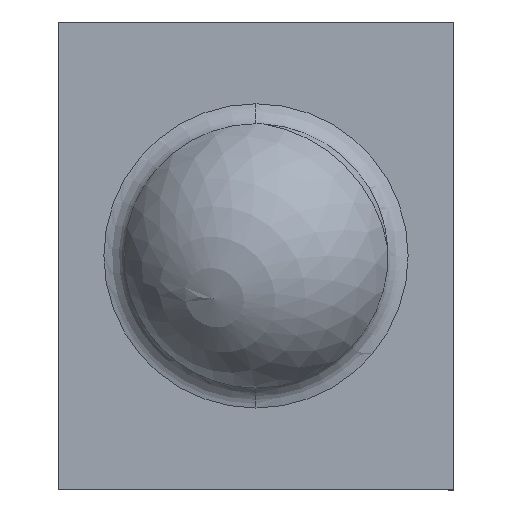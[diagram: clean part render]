
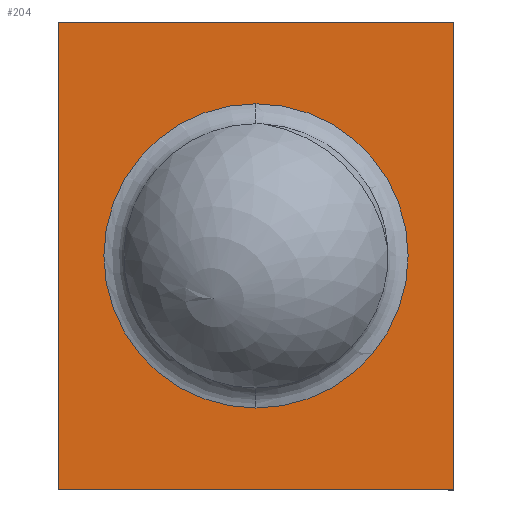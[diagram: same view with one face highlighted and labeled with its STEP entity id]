
A CAD part, top view. The second image highlights one B-rep face of the part: STEP entity #204.
In plain terms, the highlighted planar face has unit normal (0, 0, 1).
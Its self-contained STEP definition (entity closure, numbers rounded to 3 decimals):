
#22 = ORIENTED_EDGE ( 'NONE', *, *, #538, .T. ) ;
#36 = LINE ( 'NONE', #360, #292 ) ;
#80 = VERTEX_POINT ( 'NONE', #416 ) ;
#86 = VECTOR ( 'NONE', #532, 1000. ) ;
#98 = DIRECTION ( 'NONE',  ( 1., 0., 0. ) ) ;
#102 = EDGE_CURVE ( 'NONE', #217, #555, #385, .T. ) ;
#103 = CARTESIAN_POINT ( 'NONE',  ( 0., 0., 0.65 ) ) ;
#107 = VERTEX_POINT ( 'NONE', #303 ) ;
#151 = EDGE_CURVE ( 'NONE', #80, #218, #546, .T. ) ;
#182 = DIRECTION ( 'NONE',  ( 0., 0., -1. ) ) ;
#185 = DIRECTION ( 'NONE',  ( 0., 1., 0. ) ) ;
#201 = DIRECTION ( 'NONE',  ( 1., 0., 0. ) ) ;
#203 = DIRECTION ( 'NONE',  ( 0., -1., 0. ) ) ;
#204 = ADVANCED_FACE ( 'NONE', ( #517, #284 ), #240, .T. ) ;
#217 = VERTEX_POINT ( 'NONE', #293 ) ;
#218 = VERTEX_POINT ( 'NONE', #461 ) ;
#220 = CARTESIAN_POINT ( 'NONE',  ( 0., -1.3, 0.65 ) ) ;
#224 = VECTOR ( 'NONE', #185, 1000. ) ;
#231 = EDGE_LOOP ( 'NONE', ( #470, #553, #246, #22 ) ) ;
#240 = PLANE ( 'NONE',  #535 ) ;
#245 = CARTESIAN_POINT ( 'NONE',  ( 0., 0., 0.65 ) ) ;
#246 = ORIENTED_EDGE ( 'NONE', *, *, #423, .T. ) ;
#276 = ORIENTED_EDGE ( 'NONE', *, *, #358, .T. ) ;
#277 = DIRECTION ( 'NONE',  ( 0., -1., 0. ) ) ;
#284 = FACE_OUTER_BOUND ( 'NONE', #231, .T. ) ;
#292 = VECTOR ( 'NONE', #277, 1000. ) ;
#293 = CARTESIAN_POINT ( 'NONE',  ( 1.1, 1.3, 0.65 ) ) ;
#303 = CARTESIAN_POINT ( 'NONE',  ( 1.1, -1.3, 0.65 ) ) ;
#304 = LINE ( 'NONE', #220, #86 ) ;
#314 = CARTESIAN_POINT ( 'NONE',  ( -1.1, 1.3, 0.65 ) ) ;
#349 = ORIENTED_EDGE ( 'NONE', *, *, #151, .T. ) ;
#358 = EDGE_CURVE ( 'NONE', #218, #80, #374, .T. ) ;
#360 = CARTESIAN_POINT ( 'NONE',  ( -1.1, 0., 0.65 ) ) ;
#374 = CIRCLE ( 'NONE', #450, 0.846 ) ;
#385 = LINE ( 'NONE', #394, #492 ) ;
#389 = VERTEX_POINT ( 'NONE', #490 ) ;
#392 = AXIS2_PLACEMENT_3D ( 'NONE', #245, #467, #203 ) ;
#394 = CARTESIAN_POINT ( 'NONE',  ( 0., 1.3, 0.65 ) ) ;
#403 = CARTESIAN_POINT ( 'NONE',  ( 1.1, 0., 0.65 ) ) ;
#416 = CARTESIAN_POINT ( 'NONE',  ( 0., 0.846, 0.65 ) ) ;
#423 = EDGE_CURVE ( 'NONE', #555, #389, #36, .T. ) ;
#428 = EDGE_LOOP ( 'NONE', ( #276, #349 ) ) ;
#445 = LINE ( 'NONE', #403, #224 ) ;
#450 = AXIS2_PLACEMENT_3D ( 'NONE', #103, #182, #98 ) ;
#461 = CARTESIAN_POINT ( 'NONE',  ( 0., -0.846, 0.65 ) ) ;
#467 = DIRECTION ( 'NONE',  ( 0., 0., -1. ) ) ;
#470 = ORIENTED_EDGE ( 'NONE', *, *, #529, .T. ) ;
#490 = CARTESIAN_POINT ( 'NONE',  ( -1.1, -1.3, 0.65 ) ) ;
#492 = VECTOR ( 'NONE', #547, 1000. ) ;
#503 = DIRECTION ( 'NONE',  ( 0., 0., 1. ) ) ;
#517 = FACE_BOUND ( 'NONE', #428, .T. ) ;
#529 = EDGE_CURVE ( 'NONE', #107, #217, #445, .T. ) ;
#532 = DIRECTION ( 'NONE',  ( 1., 0., 0. ) ) ;
#535 = AXIS2_PLACEMENT_3D ( 'NONE', #548, #503, #201 ) ;
#538 = EDGE_CURVE ( 'NONE', #389, #107, #304, .T. ) ;
#546 = CIRCLE ( 'NONE', #392, 0.846 ) ;
#547 = DIRECTION ( 'NONE',  ( -1., 0., 0. ) ) ;
#548 = CARTESIAN_POINT ( 'NONE',  ( 0., 0., 0.65 ) ) ;
#553 = ORIENTED_EDGE ( 'NONE', *, *, #102, .T. ) ;
#555 = VERTEX_POINT ( 'NONE', #314 ) ;
